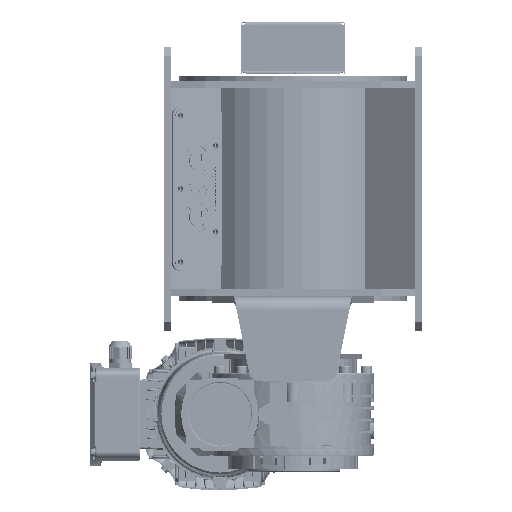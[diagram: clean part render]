
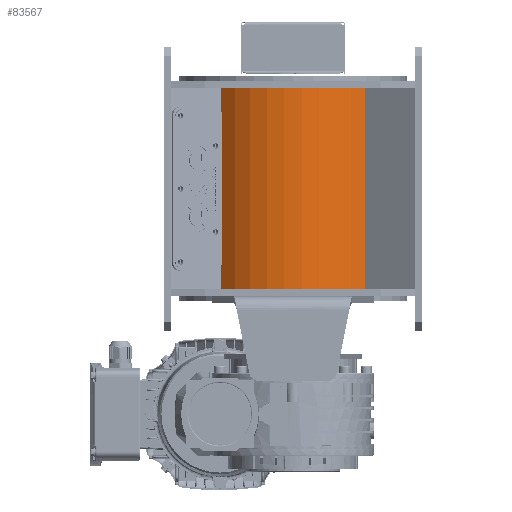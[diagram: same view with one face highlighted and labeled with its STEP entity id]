
A CAD part, left-side view. The second image highlights one B-rep face of the part: STEP entity #83567.
In plain terms, the highlighted cylindrical face has radius 118 mm (diameter 236 mm), a partial arc.
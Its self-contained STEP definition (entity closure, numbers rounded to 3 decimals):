
#4940 = CYLINDRICAL_SURFACE ( 'NONE', #171686, 118. ) ;
#9015 = LINE ( 'NONE', #291749, #74052 ) ;
#17494 = ORIENTED_EDGE ( 'NONE', *, *, #164557, .T. ) ;
#18798 = CARTESIAN_POINT ( 'NONE',  ( 0., 117., 0. ) ) ;
#24981 = DIRECTION ( 'NONE',  ( 0., 0., -1. ) ) ;
#31761 = ORIENTED_EDGE ( 'NONE', *, *, #241958, .F. ) ;
#34782 = CARTESIAN_POINT ( 'NONE',  ( 83.439, 117., -83.439 ) ) ;
#38865 = VERTEX_POINT ( 'NONE', #235526 ) ;
#58478 = CARTESIAN_POINT ( 'NONE',  ( 0., 0., 0. ) ) ;
#68710 = EDGE_LOOP ( 'NONE', ( #17494, #204334, #327954, #31761 ) ) ;
#74052 = VECTOR ( 'NONE', #111087, 1000. ) ;
#83567 = ADVANCED_FACE ( 'NONE', ( #309519 ), #4940, .T. ) ;
#85832 = VECTOR ( 'NONE', #106198, 1000. ) ;
#105279 = DIRECTION ( 'NONE',  ( 0., -1., 0. ) ) ;
#106198 = DIRECTION ( 'NONE',  ( 0., -1., 0. ) ) ;
#107006 = VERTEX_POINT ( 'NONE', #260043 ) ;
#109476 = CARTESIAN_POINT ( 'NONE',  ( 83.439, 117., -83.439 ) ) ;
#111087 = DIRECTION ( 'NONE',  ( 0., -1., 0. ) ) ;
#119542 = EDGE_CURVE ( 'NONE', #271665, #38865, #279954, .T. ) ;
#135714 = AXIS2_PLACEMENT_3D ( 'NONE', #311037, #105279, #24981 ) ;
#144704 = AXIS2_PLACEMENT_3D ( 'NONE', #18798, #192870, #299921 ) ;
#164557 = EDGE_CURVE ( 'NONE', #236165, #107006, #192677, .T. ) ;
#171686 = AXIS2_PLACEMENT_3D ( 'NONE', #58478, #260961, #185611 ) ;
#184794 = LINE ( 'NONE', #109476, #85832 ) ;
#185611 = DIRECTION ( 'NONE',  ( 0., 0., -1. ) ) ;
#192677 = CIRCLE ( 'NONE', #144704, 118. ) ;
#192870 = DIRECTION ( 'NONE',  ( 0., -1., 0. ) ) ;
#199293 = CARTESIAN_POINT ( 'NONE',  ( 83.439, -117., -83.439 ) ) ;
#204334 = ORIENTED_EDGE ( 'NONE', *, *, #272264, .T. ) ;
#235526 = CARTESIAN_POINT ( 'NONE',  ( 83.439, -117., 83.439 ) ) ;
#236165 = VERTEX_POINT ( 'NONE', #34782 ) ;
#241958 = EDGE_CURVE ( 'NONE', #236165, #271665, #184794, .T. ) ;
#260043 = CARTESIAN_POINT ( 'NONE',  ( 83.439, 117., 83.439 ) ) ;
#260961 = DIRECTION ( 'NONE',  ( 0., -1., 0. ) ) ;
#271665 = VERTEX_POINT ( 'NONE', #199293 ) ;
#272264 = EDGE_CURVE ( 'NONE', #107006, #38865, #9015, .T. ) ;
#279954 = CIRCLE ( 'NONE', #135714, 118. ) ;
#291749 = CARTESIAN_POINT ( 'NONE',  ( 83.439, 117., 83.439 ) ) ;
#299921 = DIRECTION ( 'NONE',  ( 0., 0., -1. ) ) ;
#309519 = FACE_OUTER_BOUND ( 'NONE', #68710, .T. ) ;
#311037 = CARTESIAN_POINT ( 'NONE',  ( 0., -117., 0. ) ) ;
#327954 = ORIENTED_EDGE ( 'NONE', *, *, #119542, .F. ) ;
